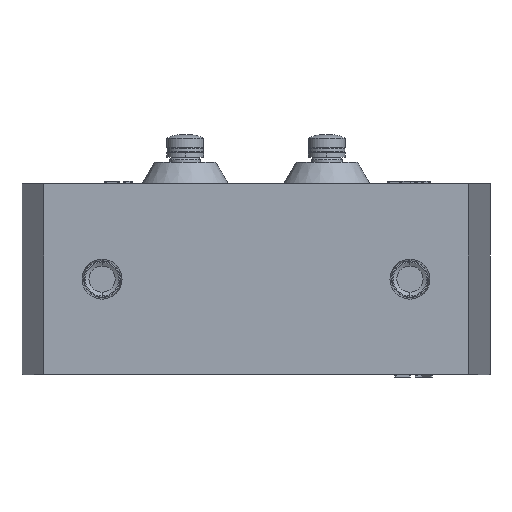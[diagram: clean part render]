
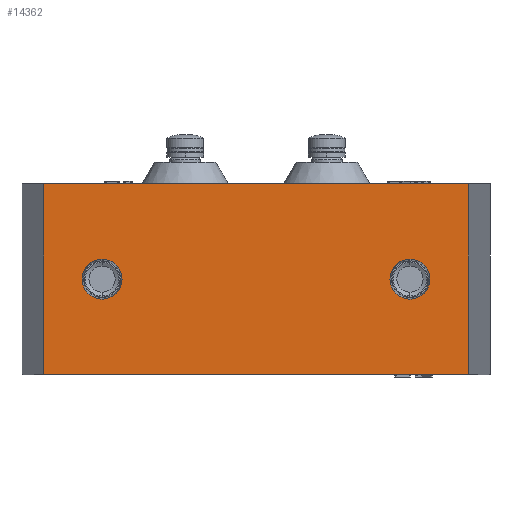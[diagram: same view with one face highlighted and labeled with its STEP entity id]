
A CAD part, front view. The second image highlights one B-rep face of the part: STEP entity #14362.
In plain terms, the highlighted planar face has unit normal (0, -1, 0).
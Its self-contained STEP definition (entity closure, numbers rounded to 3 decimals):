
#3063 = AXIS2_PLACEMENT_3D ( 'NONE', #55392, #13317, #62515 ) ;
#3150 = EDGE_CURVE ( 'NONE', #47030, #61601, #31851, .T. ) ;
#3447 = AXIS2_PLACEMENT_3D ( 'NONE', #79837, #37631, #86954 ) ;
#4648 = EDGE_CURVE ( 'NONE', #61601, #47030, #29388, .T. ) ;
#4939 = VERTEX_POINT ( 'NONE', #53281 ) ;
#5829 = VECTOR ( 'NONE', #36518, 1000. ) ;
#6886 = CARTESIAN_POINT ( 'NONE',  ( -50., -77., -6.5 ) ) ;
#7143 = AXIS2_PLACEMENT_3D ( 'NONE', #52922, #10832, #60038 ) ;
#7348 = CARTESIAN_POINT ( 'NONE',  ( 69., -77., 31. ) ) ;
#9441 = EDGE_LOOP ( 'NONE', ( #42432, #52493 ) ) ;
#9574 = CARTESIAN_POINT ( 'NONE',  ( -69., -77., 31. ) ) ;
#9843 = DIRECTION ( 'NONE',  ( 0., 0., 1. ) ) ;
#10190 = DIRECTION ( 'NONE',  ( 0., 0., -1. ) ) ;
#10191 = VERTEX_POINT ( 'NONE', #7348 ) ;
#10832 = DIRECTION ( 'NONE',  ( 0., -1., 0. ) ) ;
#13317 = DIRECTION ( 'NONE',  ( 0., -1., 0. ) ) ;
#13635 = CARTESIAN_POINT ( 'NONE',  ( -50., -77., 0. ) ) ;
#14362 = ADVANCED_FACE ( 'NONE', ( #48828, #67613, #86365 ), #87098, .F. ) ;
#14622 = VERTEX_POINT ( 'NONE', #68251 ) ;
#15713 = CARTESIAN_POINT ( 'NONE',  ( 69., -77., 31. ) ) ;
#17129 = EDGE_CURVE ( 'NONE', #4939, #14622, #85640, .T. ) ;
#19516 = EDGE_CURVE ( 'NONE', #51495, #10191, #22336, .T. ) ;
#20684 = DIRECTION ( 'NONE',  ( 0., 0., -1. ) ) ;
#20757 = CARTESIAN_POINT ( 'NONE',  ( -50., -77., 6.5 ) ) ;
#21296 = ORIENTED_EDGE ( 'NONE', *, *, #86840, .T. ) ;
#22336 = LINE ( 'NONE', #28262, #5829 ) ;
#27181 = LINE ( 'NONE', #9574, #81127 ) ;
#28262 = CARTESIAN_POINT ( 'NONE',  ( -69., -77., 31. ) ) ;
#28385 = CIRCLE ( 'NONE', #3063, 6.5 ) ;
#29281 = EDGE_CURVE ( 'NONE', #10191, #48664, #45102, .T. ) ;
#29388 = CIRCLE ( 'NONE', #7143, 6.5 ) ;
#30371 = VECTOR ( 'NONE', #53494, 1000. ) ;
#31210 = ORIENTED_EDGE ( 'NONE', *, *, #17129, .F. ) ;
#31851 = CIRCLE ( 'NONE', #57124, 6.5 ) ;
#36518 = DIRECTION ( 'NONE',  ( 1., 0., 0. ) ) ;
#37631 = DIRECTION ( 'NONE',  ( 0., -1., 0. ) ) ;
#42432 = ORIENTED_EDGE ( 'NONE', *, *, #3150, .F. ) ;
#42903 = VECTOR ( 'NONE', #64914, 1000. ) ;
#44916 = CARTESIAN_POINT ( 'NONE',  ( -69., -77., 31. ) ) ;
#45102 = LINE ( 'NONE', #15713, #42903 ) ;
#45997 = EDGE_LOOP ( 'NONE', ( #54231, #31210 ) ) ;
#47030 = VERTEX_POINT ( 'NONE', #6886 ) ;
#48664 = VERTEX_POINT ( 'NONE', #53661 ) ;
#48828 = FACE_BOUND ( 'NONE', #45997, .T. ) ;
#50913 = ORIENTED_EDGE ( 'NONE', *, *, #19516, .F. ) ;
#51495 = VERTEX_POINT ( 'NONE', #61194 ) ;
#51947 = DIRECTION ( 'NONE',  ( 0., 1., 0. ) ) ;
#52493 = ORIENTED_EDGE ( 'NONE', *, *, #4648, .F. ) ;
#52922 = CARTESIAN_POINT ( 'NONE',  ( -50., -77., 0. ) ) ;
#53281 = CARTESIAN_POINT ( 'NONE',  ( 50., -77., 6.5 ) ) ;
#53494 = DIRECTION ( 'NONE',  ( 1., 0., 0. ) ) ;
#53661 = CARTESIAN_POINT ( 'NONE',  ( 69., -77., -31. ) ) ;
#54036 = EDGE_CURVE ( 'NONE', #51495, #59975, #27181, .T. ) ;
#54231 = ORIENTED_EDGE ( 'NONE', *, *, #74294, .F. ) ;
#55392 = CARTESIAN_POINT ( 'NONE',  ( 50., -77., 0. ) ) ;
#57124 = AXIS2_PLACEMENT_3D ( 'NONE', #13635, #62820, #20684 ) ;
#58692 = AXIS2_PLACEMENT_3D ( 'NONE', #44916, #51947, #9843 ) ;
#59975 = VERTEX_POINT ( 'NONE', #70055 ) ;
#60038 = DIRECTION ( 'NONE',  ( 0., 0., -1. ) ) ;
#61194 = CARTESIAN_POINT ( 'NONE',  ( -69., -77., 31. ) ) ;
#61601 = VERTEX_POINT ( 'NONE', #20757 ) ;
#61786 = ORIENTED_EDGE ( 'NONE', *, *, #54036, .T. ) ;
#62515 = DIRECTION ( 'NONE',  ( 0., 0., -1. ) ) ;
#62820 = DIRECTION ( 'NONE',  ( 0., -1., 0. ) ) ;
#63433 = EDGE_LOOP ( 'NONE', ( #21296, #83796, #50913, #61786 ) ) ;
#64914 = DIRECTION ( 'NONE',  ( 0., 0., -1. ) ) ;
#67613 = FACE_BOUND ( 'NONE', #9441, .T. ) ;
#68251 = CARTESIAN_POINT ( 'NONE',  ( 50., -77., -6.5 ) ) ;
#70055 = CARTESIAN_POINT ( 'NONE',  ( -69., -77., -31. ) ) ;
#74294 = EDGE_CURVE ( 'NONE', #14622, #4939, #28385, .T. ) ;
#79837 = CARTESIAN_POINT ( 'NONE',  ( 50., -77., 0. ) ) ;
#81127 = VECTOR ( 'NONE', #10190, 1000. ) ;
#83796 = ORIENTED_EDGE ( 'NONE', *, *, #29281, .F. ) ;
#84307 = LINE ( 'NONE', #89261, #30371 ) ;
#85640 = CIRCLE ( 'NONE', #3447, 6.5 ) ;
#86365 = FACE_OUTER_BOUND ( 'NONE', #63433, .T. ) ;
#86840 = EDGE_CURVE ( 'NONE', #59975, #48664, #84307, .T. ) ;
#86954 = DIRECTION ( 'NONE',  ( 0., 0., -1. ) ) ;
#87098 = PLANE ( 'NONE',  #58692 ) ;
#89261 = CARTESIAN_POINT ( 'NONE',  ( -69., -77., -31. ) ) ;
